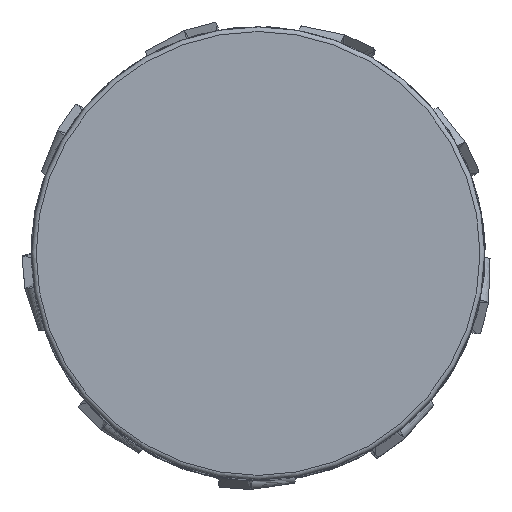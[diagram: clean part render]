
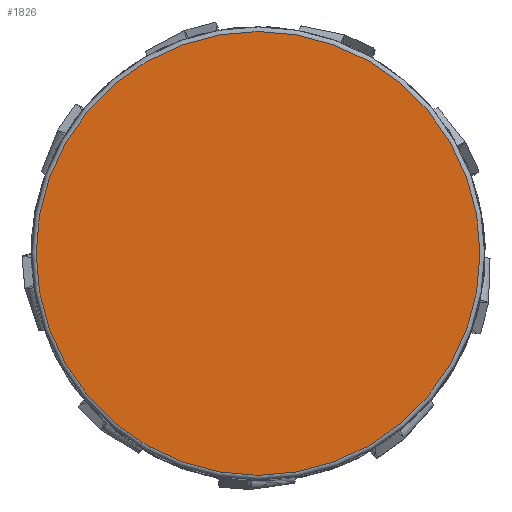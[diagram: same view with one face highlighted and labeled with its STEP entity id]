
A CAD part, top view. The second image highlights one B-rep face of the part: STEP entity #1826.
In plain terms, the highlighted planar face has unit normal (0, 0, 1).
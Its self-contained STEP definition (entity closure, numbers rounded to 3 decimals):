
#1826=ADVANCED_FACE('CLONE_TP_FACE',(#2500),#2393,.T.);
#2393=PLANE('',#9046);
#2500=FACE_OUTER_BOUND('',#2938,.T.);
#2938=EDGE_LOOP('',(#3622));
#3622=ORIENTED_EDGE('',*,*,#7031,.T.);
#6184=VERTEX_POINT('',#12705);
#7031=EDGE_CURVE('',#6184,#6184,#8312,.T.);
#8312=CIRCLE('',#9045,23.875);
#9045=AXIS2_PLACEMENT_3D('',#12704,#10205,#10206);
#9046=AXIS2_PLACEMENT_3D('',#12706,#10207,#10208);
#10205=DIRECTION('',(0.,0.,1.));
#10206=DIRECTION('',(1.,0.,0.));
#10207=DIRECTION('',(0.,0.,1.));
#10208=DIRECTION('',(1.,0.,0.));
#12704=CARTESIAN_POINT('',(0.,0.,0.));
#12705=CARTESIAN_POINT('',(23.875,0.,0.));
#12706=CARTESIAN_POINT('',(9.53,0.,0.));
